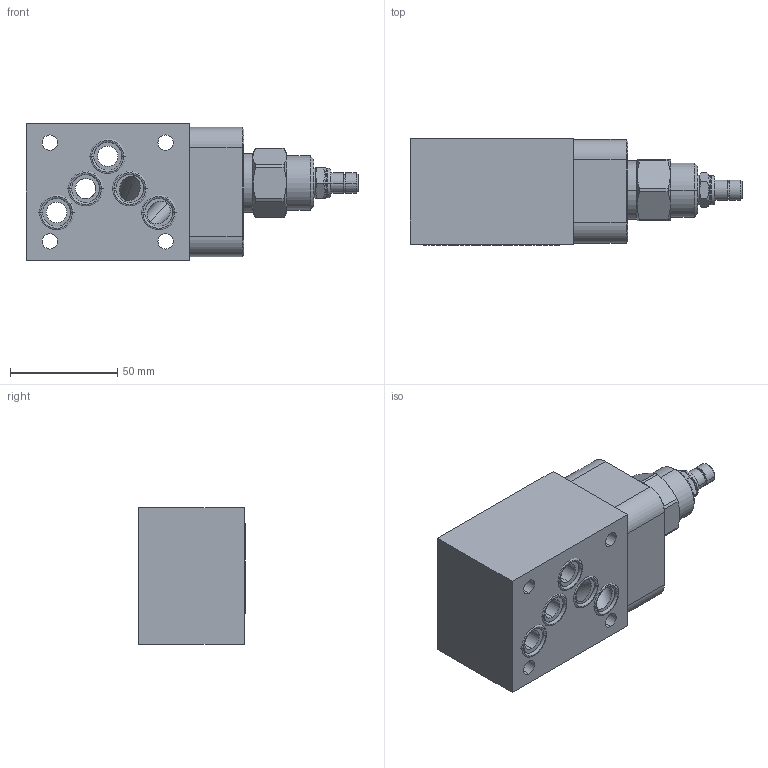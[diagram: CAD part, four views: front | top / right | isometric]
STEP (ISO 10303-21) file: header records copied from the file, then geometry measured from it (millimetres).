
FILE_DESCRIPTION((''),'2;1');
FILE_NAME('RPGCLAN-CBB-S_ASM','2021-01-05T',('ProEService'),(''),'PRO/ENGINEER BY PARAMETRIC TECHNOLOGY CORPORATION, 2014200','PRO/ENGINEER BY PARAMETRIC TECHNOLOGY CORPORATION, 2014200','');
FILE_SCHEMA(('CONFIG_CONTROL_DESIGN'));
Length unit declared in the file: inch
Products named in the file (4): 150-391; RPGCLAN; 500-001-014; RPGCLAN-CBB-S_ASM
Assembly tree (7 placements, depth 2):
  RPGCLAN-CBB-S_ASM
    150-391
    RPGCLAN
    500-001-014  x5
Bounding box: 154.79 x 49.76 x 63.5 mm (x, y, z)
Volume: 301116.4 mm3; surface area: 54865.5 mm2
Topology: 9 solids, 10 shells, 291 faces, 899 edges, 741 vertices
Faces by surface type: cylinder 108, plane 76, cone 50, revolution 28, torus 27, sphere 2
Entity records: 11701 total; most frequent: CARTESIAN_POINT 4007, DIRECTION 1644, ORIENTED_EDGE 1334, EDGE_CURVE 667, AXIS2_PLACEMENT_3D 599, VECTOR 434, LINE 434, VERTEX_POINT 421
